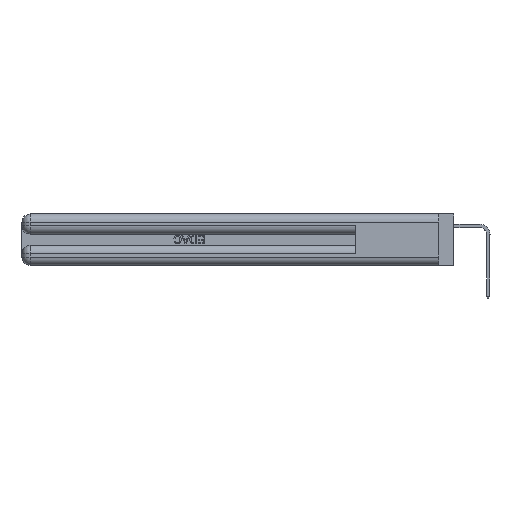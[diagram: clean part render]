
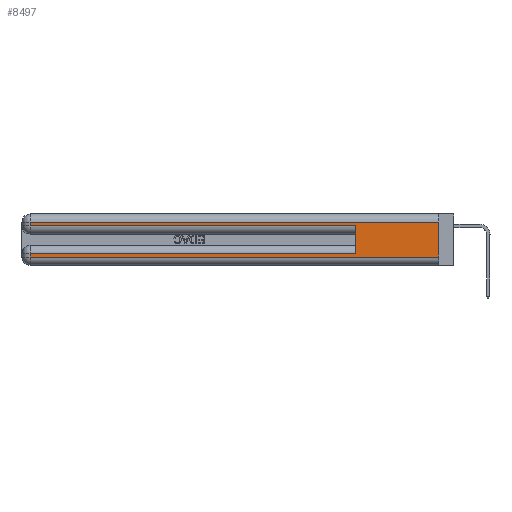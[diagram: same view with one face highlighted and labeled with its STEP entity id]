
A CAD part, left-side view. The second image highlights one B-rep face of the part: STEP entity #8497.
In plain terms, the highlighted planar face has unit normal (-1, 0, 0).
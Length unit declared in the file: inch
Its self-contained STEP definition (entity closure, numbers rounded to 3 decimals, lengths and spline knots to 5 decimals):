
#1491 = VERTEX_POINT ( 'NONE', #28731 ) ;
#1520 = ORIENTED_EDGE ( 'NONE', *, *, #19590, .F. ) ;
#3594 = LINE ( 'NONE', #43817, #43423 ) ;
#3973 = CARTESIAN_POINT ( 'NONE',  ( 0., 2.94, 0.06 ) ) ;
#5874 = ORIENTED_EDGE ( 'NONE', *, *, #29752, .T. ) ;
#6189 = CARTESIAN_POINT ( 'NONE',  ( 0., 0., 0.31 ) ) ;
#6502 = EDGE_CURVE ( 'NONE', #1491, #48782, #47945, .T. ) ;
#7720 = CARTESIAN_POINT ( 'NONE',  ( 0., 2.94, 0.31 ) ) ;
#8351 = VECTOR ( 'NONE', #21184, 39.37008 ) ;
#8497 = ADVANCED_FACE ( 'NONE', ( #39274 ), #49299, .F. ) ;
#9512 = CARTESIAN_POINT ( 'NONE',  ( 0., 0., 0.06 ) ) ;
#9565 = LINE ( 'NONE', #28815, #8351 ) ;
#10761 = DIRECTION ( 'NONE',  ( 0., 0., -1. ) ) ;
#12003 = DIRECTION ( 'NONE',  ( 0., 1., 0. ) ) ;
#12332 = VERTEX_POINT ( 'NONE', #25986 ) ;
#12476 = ORIENTED_EDGE ( 'NONE', *, *, #24354, .T. ) ;
#12621 = ORIENTED_EDGE ( 'NONE', *, *, #6502, .F. ) ;
#13216 = ORIENTED_EDGE ( 'NONE', *, *, #25030, .T. ) ;
#14514 = LINE ( 'NONE', #31283, #22370 ) ;
#14755 = AXIS2_PLACEMENT_3D ( 'NONE', #29870, #33919, #10761 ) ;
#15445 = VERTEX_POINT ( 'NONE', #6189 ) ;
#15713 = DIRECTION ( 'NONE',  ( 0., 0., -1. ) ) ;
#16406 = EDGE_LOOP ( 'NONE', ( #1520, #5874, #30150, #43780, #12621, #12476, #13216, #31710 ) ) ;
#16506 = LINE ( 'NONE', #34964, #44910 ) ;
#17151 = CARTESIAN_POINT ( 'NONE',  ( 0., 0., 0.285 ) ) ;
#17610 = VECTOR ( 'NONE', #48058, 39.37008 ) ;
#19254 = EDGE_CURVE ( 'NONE', #44404, #40728, #32278, .T. ) ;
#19276 = CARTESIAN_POINT ( 'NONE',  ( 0., 2.94, 0.285 ) ) ;
#19590 = EDGE_CURVE ( 'NONE', #15445, #40728, #16506, .T. ) ;
#20992 = CARTESIAN_POINT ( 'NONE',  ( 0., 0., 0.06 ) ) ;
#21130 = DIRECTION ( 'NONE',  ( 0., 0., -1. ) ) ;
#21184 = DIRECTION ( 'NONE',  ( 0., 1., 0. ) ) ;
#22370 = VECTOR ( 'NONE', #12003, 39.37008 ) ;
#24354 = EDGE_CURVE ( 'NONE', #1491, #12332, #9565, .T. ) ;
#24523 = DIRECTION ( 'NONE',  ( 0., 0., -1. ) ) ;
#25030 = EDGE_CURVE ( 'NONE', #12332, #44404, #30663, .T. ) ;
#25986 = CARTESIAN_POINT ( 'NONE',  ( 0., 2.94, 0.085 ) ) ;
#28731 = CARTESIAN_POINT ( 'NONE',  ( 0., 0.6, 0.085 ) ) ;
#28815 = CARTESIAN_POINT ( 'NONE',  ( 0., 0., 0.085 ) ) ;
#29453 = VECTOR ( 'NONE', #21130, 39.37008 ) ;
#29752 = EDGE_CURVE ( 'NONE', #15445, #32824, #14514, .T. ) ;
#29853 = VECTOR ( 'NONE', #40422, 39.37008 ) ;
#29870 = CARTESIAN_POINT ( 'NONE',  ( 0., 0., 0.37 ) ) ;
#30150 = ORIENTED_EDGE ( 'NONE', *, *, #42463, .T. ) ;
#30663 = LINE ( 'NONE', #40412, #29453 ) ;
#31283 = CARTESIAN_POINT ( 'NONE',  ( 0., 0., 0.31 ) ) ;
#31710 = ORIENTED_EDGE ( 'NONE', *, *, #19254, .T. ) ;
#32278 = LINE ( 'NONE', #9512, #29853 ) ;
#32824 = VERTEX_POINT ( 'NONE', #7720 ) ;
#33919 = DIRECTION ( 'NONE',  ( 1., 0., 0. ) ) ;
#34964 = CARTESIAN_POINT ( 'NONE',  ( 0., 0., 0.37 ) ) ;
#37664 = VECTOR ( 'NONE', #44292, 39.37008 ) ;
#39274 = FACE_OUTER_BOUND ( 'NONE', #16406, .T. ) ;
#39384 = LINE ( 'NONE', #17151, #17610 ) ;
#40412 = CARTESIAN_POINT ( 'NONE',  ( 0., 2.94, 0.37 ) ) ;
#40422 = DIRECTION ( 'NONE',  ( 0., -1., 0. ) ) ;
#40424 = CARTESIAN_POINT ( 'NONE',  ( 0., 0.6, 0.145 ) ) ;
#40728 = VERTEX_POINT ( 'NONE', #20992 ) ;
#42463 = EDGE_CURVE ( 'NONE', #32824, #48508, #3594, .T. ) ;
#43423 = VECTOR ( 'NONE', #24523, 39.37008 ) ;
#43780 = ORIENTED_EDGE ( 'NONE', *, *, #46498, .T. ) ;
#43817 = CARTESIAN_POINT ( 'NONE',  ( 0., 2.94, 0.37 ) ) ;
#44093 = CARTESIAN_POINT ( 'NONE',  ( 0., 0.6, 0.285 ) ) ;
#44292 = DIRECTION ( 'NONE',  ( 0., 0., 1. ) ) ;
#44404 = VERTEX_POINT ( 'NONE', #3973 ) ;
#44910 = VECTOR ( 'NONE', #15713, 39.37008 ) ;
#46498 = EDGE_CURVE ( 'NONE', #48508, #48782, #39384, .T. ) ;
#47945 = LINE ( 'NONE', #40424, #37664 ) ;
#48058 = DIRECTION ( 'NONE',  ( 0., -1., 0. ) ) ;
#48508 = VERTEX_POINT ( 'NONE', #19276 ) ;
#48782 = VERTEX_POINT ( 'NONE', #44093 ) ;
#49299 = PLANE ( 'NONE',  #14755 ) ;
